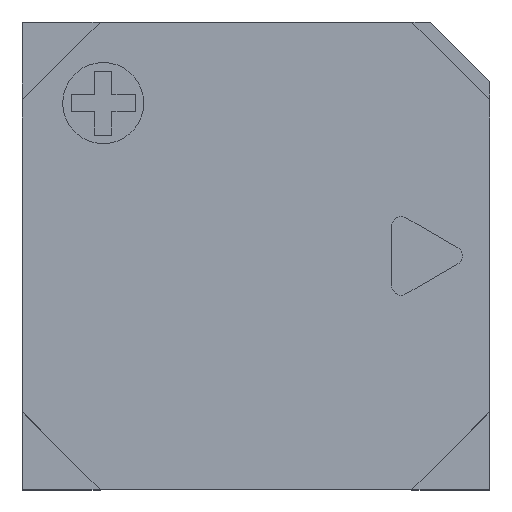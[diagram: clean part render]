
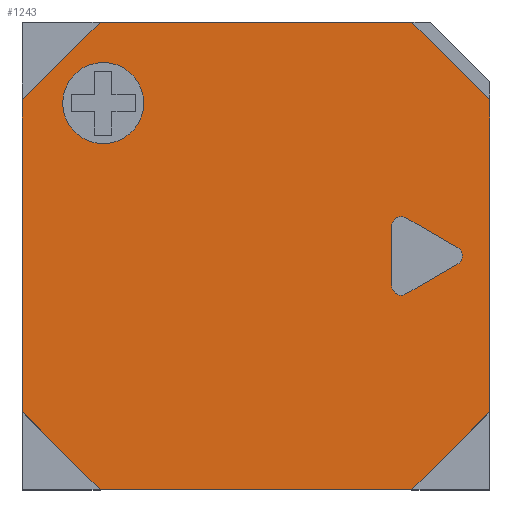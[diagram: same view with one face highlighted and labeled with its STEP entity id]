
A CAD part, top view. The second image highlights one B-rep face of the part: STEP entity #1243.
In plain terms, the highlighted planar face has unit normal (0, 0, 1).
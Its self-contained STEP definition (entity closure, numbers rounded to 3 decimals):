
#17=FACE_BOUND('',#165,.T.);
#18=FACE_BOUND('',#166,.T.);
#34=CIRCLE('',#1324,0.15);
#35=CIRCLE('',#1326,0.65);
#37=CIRCLE('',#1344,0.15);
#38=CIRCLE('',#1345,0.15);
#95=FACE_OUTER_BOUND('',#164,.T.);
#164=EDGE_LOOP('',(#936,#937,#938,#939,#940,#941,#942,#943));
#165=EDGE_LOOP('',(#944,#945,#946,#947,#948,#949));
#166=EDGE_LOOP('',(#950));
#250=LINE('',#1849,#394);
#253=LINE('',#1855,#397);
#256=LINE('',#1861,#400);
#259=LINE('',#1867,#403);
#263=LINE('',#1876,#407);
#267=LINE('',#1883,#411);
#269=LINE('',#1886,#413);
#287=LINE('',#1921,#431);
#288=LINE('',#1923,#432);
#289=LINE('',#1925,#433);
#290=LINE('',#1929,#434);
#394=VECTOR('',#1523,1.);
#397=VECTOR('',#1528,1.);
#400=VECTOR('',#1533,1.);
#403=VECTOR('',#1538,1.);
#407=VECTOR('',#1544,1.);
#411=VECTOR('',#1550,1.);
#413=VECTOR('',#1554,1.);
#431=VECTOR('',#1590,1.);
#432=VECTOR('',#1591,1.);
#433=VECTOR('',#1592,1.);
#434=VECTOR('',#1595,1.);
#521=VERTEX_POINT('',#1829);
#523=VERTEX_POINT('',#1833);
#524=VERTEX_POINT('',#1837);
#528=VERTEX_POINT('',#1846);
#529=VERTEX_POINT('',#1848);
#531=VERTEX_POINT('',#1854);
#533=VERTEX_POINT('',#1860);
#535=VERTEX_POINT('',#1866);
#538=VERTEX_POINT('',#1873);
#539=VERTEX_POINT('',#1875);
#541=VERTEX_POINT('',#1881);
#550=VERTEX_POINT('',#1922);
#551=VERTEX_POINT('',#1924);
#552=VERTEX_POINT('',#1926);
#553=VERTEX_POINT('',#1928);
#648=EDGE_CURVE('',#523,#521,#34,.T.);
#649=EDGE_CURVE('',#524,#524,#35,.T.);
#654=EDGE_CURVE('',#529,#528,#250,.T.);
#657=EDGE_CURVE('',#531,#529,#253,.T.);
#660=EDGE_CURVE('',#533,#531,#256,.T.);
#663=EDGE_CURVE('',#535,#533,#259,.T.);
#667=EDGE_CURVE('',#539,#538,#263,.T.);
#671=EDGE_CURVE('',#528,#541,#267,.T.);
#673=EDGE_CURVE('',#541,#539,#269,.T.);
#691=EDGE_CURVE('',#538,#535,#287,.T.);
#692=EDGE_CURVE('',#521,#550,#288,.T.);
#693=EDGE_CURVE('',#551,#523,#289,.T.);
#694=EDGE_CURVE('',#552,#551,#37,.T.);
#695=EDGE_CURVE('',#553,#552,#290,.T.);
#696=EDGE_CURVE('',#550,#553,#38,.T.);
#936=ORIENTED_EDGE('',*,*,#673,.T.);
#937=ORIENTED_EDGE('',*,*,#667,.T.);
#938=ORIENTED_EDGE('',*,*,#691,.T.);
#939=ORIENTED_EDGE('',*,*,#663,.T.);
#940=ORIENTED_EDGE('',*,*,#660,.T.);
#941=ORIENTED_EDGE('',*,*,#657,.T.);
#942=ORIENTED_EDGE('',*,*,#654,.T.);
#943=ORIENTED_EDGE('',*,*,#671,.T.);
#944=ORIENTED_EDGE('',*,*,#692,.F.);
#945=ORIENTED_EDGE('',*,*,#648,.F.);
#946=ORIENTED_EDGE('',*,*,#693,.F.);
#947=ORIENTED_EDGE('',*,*,#694,.F.);
#948=ORIENTED_EDGE('',*,*,#695,.F.);
#949=ORIENTED_EDGE('',*,*,#696,.F.);
#950=ORIENTED_EDGE('',*,*,#649,.F.);
#1102=PLANE('',#1343);
#1243=ADVANCED_FACE('',(#95,#17,#18),#1102,.F.);
#1324=AXIS2_PLACEMENT_3D('',#1835,#1510,#1511);
#1326=AXIS2_PLACEMENT_3D('',#1838,#1514,#1515);
#1343=AXIS2_PLACEMENT_3D('',#1920,#1588,#1589);
#1344=AXIS2_PLACEMENT_3D('',#1927,#1593,#1594);
#1345=AXIS2_PLACEMENT_3D('',#1930,#1596,#1597);
#1510=DIRECTION('center_axis',(0.,0.,1.));
#1511=DIRECTION('ref_axis',(0.,-1.,0.));
#1514=DIRECTION('center_axis',(0.,0.,1.));
#1515=DIRECTION('ref_axis',(0.,1.,0.));
#1523=DIRECTION('',(-1.,0.,0.));
#1528=DIRECTION('',(-0.707,0.707,0.));
#1533=DIRECTION('',(0.,1.,0.));
#1538=DIRECTION('',(0.707,0.707,0.));
#1544=DIRECTION('',(0.707,-0.707,0.));
#1550=DIRECTION('',(-0.707,-0.707,0.));
#1554=DIRECTION('',(0.,-1.,0.));
#1588=DIRECTION('center_axis',(0.,0.,-1.));
#1589=DIRECTION('ref_axis',(0.,1.,0.));
#1590=DIRECTION('',(1.,0.,0.));
#1591=DIRECTION('',(0.866,0.5,0.));
#1592=DIRECTION('',(0.,-1.,0.));
#1593=DIRECTION('center_axis',(0.,0.,1.));
#1594=DIRECTION('ref_axis',(0.,-1.,0.));
#1595=DIRECTION('',(-0.866,0.5,0.));
#1596=DIRECTION('center_axis',(0.,0.,1.));
#1597=DIRECTION('ref_axis',(0.,1.,0.));
#1829=CARTESIAN_POINT('',(2.403,-0.611,2.51));
#1833=CARTESIAN_POINT('',(2.178,-0.481,2.51));
#1835=CARTESIAN_POINT('Origin',(2.328,-0.481,2.51));
#1837=CARTESIAN_POINT('',(-2.45,1.8,2.51));
#1838=CARTESIAN_POINT('Origin',(-2.45,2.45,2.51));
#1846=CARTESIAN_POINT('',(-2.5,3.75,2.51));
#1848=CARTESIAN_POINT('',(2.5,3.75,2.51));
#1849=CARTESIAN_POINT('',(-2.5,3.75,2.51));
#1854=CARTESIAN_POINT('',(3.75,2.5,2.51));
#1855=CARTESIAN_POINT('',(3.75,2.5,2.51));
#1860=CARTESIAN_POINT('',(3.75,-2.5,2.51));
#1861=CARTESIAN_POINT('',(3.75,-2.5,2.51));
#1866=CARTESIAN_POINT('',(2.5,-3.75,2.51));
#1867=CARTESIAN_POINT('',(2.5,-3.75,2.51));
#1873=CARTESIAN_POINT('',(-2.5,-3.75,2.51));
#1875=CARTESIAN_POINT('',(-3.75,-2.5,2.51));
#1876=CARTESIAN_POINT('',(-2.5,-3.75,2.51));
#1881=CARTESIAN_POINT('',(-3.75,2.5,2.51));
#1883=CARTESIAN_POINT('',(-3.75,2.5,2.51));
#1886=CARTESIAN_POINT('',(-3.75,-2.5,2.51));
#1920=CARTESIAN_POINT('Origin',(0.,0.,2.51));
#1921=CARTESIAN_POINT('',(-2.5,-3.75,2.51));
#1922=CARTESIAN_POINT('',(3.236,-0.13,2.51));
#1923=CARTESIAN_POINT('',(2.403,-0.611,2.51));
#1924=CARTESIAN_POINT('',(2.178,0.481,2.51));
#1925=CARTESIAN_POINT('',(2.178,0.481,2.51));
#1926=CARTESIAN_POINT('',(2.403,0.611,2.51));
#1927=CARTESIAN_POINT('Origin',(2.328,0.481,2.51));
#1928=CARTESIAN_POINT('',(3.236,0.13,2.51));
#1929=CARTESIAN_POINT('',(3.236,0.13,2.51));
#1930=CARTESIAN_POINT('Origin',(3.161,0.,2.51));
